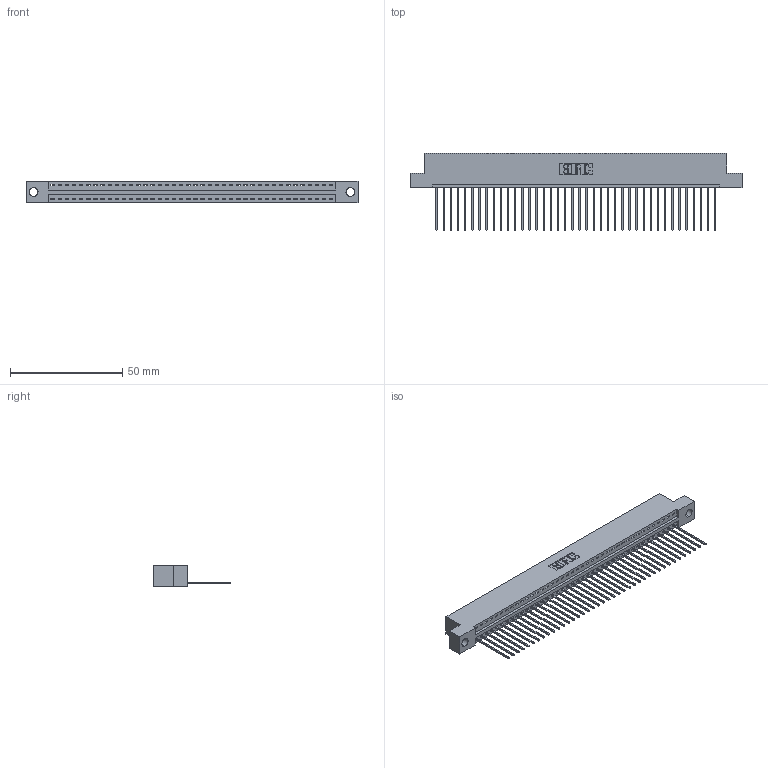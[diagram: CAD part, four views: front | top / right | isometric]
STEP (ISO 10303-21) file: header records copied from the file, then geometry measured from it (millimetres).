
FILE_DESCRIPTION (( 'STEP AP203' ), '1' );
FILE_NAME ('396-040-541-104.STEP', '2019-10-27T20:21:47', ( '' ), ( '' ), 'SwSTEP 2.0', 'SolidWorks 2016', '' );
FILE_SCHEMA (( 'CONFIG_CONTROL_DESIGN' ));
Length unit declared in the file: inch
Products named in the file (3): 345-292-001_345-293-141; 396-040-541-104; 346 Part_Flush Mounting Lugs - 0.156 Dia-TH
Assembly tree (41 placements, depth 2):
  396-040-541-104
    346 Part_Flush Mounting Lugs - 0.156 Dia-TH
    345-292-001_345-293-141  x40
Bounding box: 147.57 x 34.29 x 9.4 mm (x, y, z)
Volume: 14156.5 mm3; surface area: 18265.6 mm2
Topology: 41 solids, 41 shells, 2442 faces, 7369 edges, 4858 vertices
Faces by surface type: plane 1676, cylinder 766
Entity records: 25115 total; most frequent: CARTESIAN_POINT 4312, ORIENTED_EDGE 4286, DIRECTION 3807, EDGE_CURVE 2143, LINE 1851, VECTOR 1851, VERTEX_POINT 1426, AXIS2_PLACEMENT_3D 978
